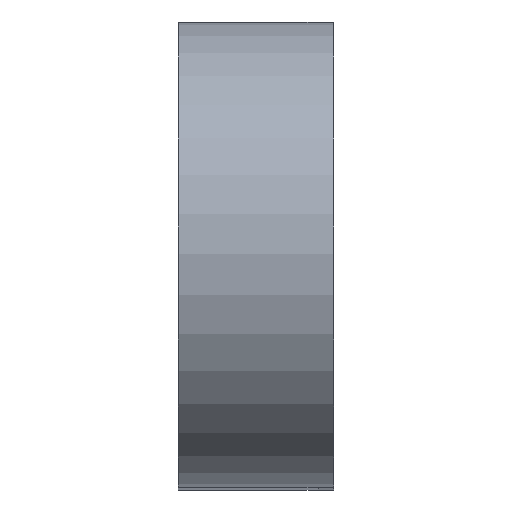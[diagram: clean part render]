
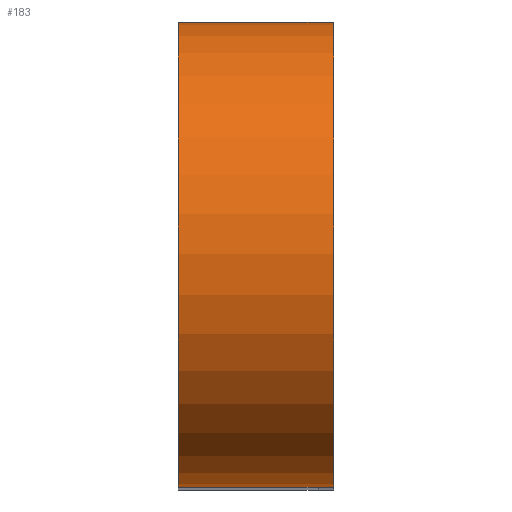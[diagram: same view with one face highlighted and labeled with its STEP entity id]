
A CAD part, top view. The second image highlights one B-rep face of the part: STEP entity #183.
In plain terms, the highlighted cylindrical face has radius 3 mm (diameter 6 mm), a full revolution.
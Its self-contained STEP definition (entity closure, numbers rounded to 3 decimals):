
#30=FACE_OUTER_BOUND('',#44,.T.);
#44=EDGE_LOOP('',(#140,#141,#142,#143,#144,#145,#146));
#54=LINE('',#317,#66);
#55=LINE('',#319,#67);
#56=LINE('',#322,#68);
#66=VECTOR('',#266,10.);
#67=VECTOR('',#269,3.);
#68=VECTOR('',#272,10.);
#76=CIRCLE('',#217,3.);
#79=CIRCLE('',#222,3.);
#80=CIRCLE('',#225,3.);
#86=VERTEX_POINT('',#298);
#90=VERTEX_POINT('',#307);
#91=VERTEX_POINT('',#309);
#93=VERTEX_POINT('',#315);
#94=VERTEX_POINT('',#320);
#102=EDGE_CURVE('',#86,#86,#76,.T.);
#106=EDGE_CURVE('',#90,#91,#79,.T.);
#110=EDGE_CURVE('',#90,#93,#54,.T.);
#111=EDGE_CURVE('',#86,#93,#55,.T.);
#112=EDGE_CURVE('',#94,#93,#80,.T.);
#113=EDGE_CURVE('',#91,#94,#56,.T.);
#140=ORIENTED_EDGE('',*,*,#102,.F.);
#141=ORIENTED_EDGE('',*,*,#111,.T.);
#142=ORIENTED_EDGE('',*,*,#112,.F.);
#143=ORIENTED_EDGE('',*,*,#113,.F.);
#144=ORIENTED_EDGE('',*,*,#106,.F.);
#145=ORIENTED_EDGE('',*,*,#110,.T.);
#146=ORIENTED_EDGE('',*,*,#111,.F.);
#164=CYLINDRICAL_SURFACE('',#224,3.);
#183=ADVANCED_FACE('',(#30),#164,.T.);
#217=AXIS2_PLACEMENT_3D('',#299,#248,#249);
#222=AXIS2_PLACEMENT_3D('',#310,#259,#260);
#224=AXIS2_PLACEMENT_3D('',#318,#267,#268);
#225=AXIS2_PLACEMENT_3D('',#321,#270,#271);
#248=DIRECTION('center_axis',(1.,0.,0.));
#249=DIRECTION('ref_axis',(0.,0.,-1.));
#259=DIRECTION('center_axis',(-1.,0.,0.));
#260=DIRECTION('ref_axis',(0.,1.,0.));
#266=DIRECTION('',(1.,0.,0.));
#267=DIRECTION('center_axis',(1.,0.,0.));
#268=DIRECTION('ref_axis',(0.,1.,0.));
#269=DIRECTION('',(-1.,0.,0.));
#270=DIRECTION('center_axis',(-1.,0.,0.));
#271=DIRECTION('ref_axis',(0.,0.,-1.));
#272=DIRECTION('',(1.,0.,0.));
#298=CARTESIAN_POINT('',(1.1,-3.,0.));
#299=CARTESIAN_POINT('Origin',(1.1,0.,0.));
#307=CARTESIAN_POINT('',(-0.9,-3.,0.));
#309=CARTESIAN_POINT('',(-0.9,3.,0.));
#310=CARTESIAN_POINT('Origin',(-0.9,0.,0.));
#315=CARTESIAN_POINT('',(0.9,-3.,0.));
#317=CARTESIAN_POINT('',(0.,-3.,0.));
#318=CARTESIAN_POINT('Origin',(0.,0.,0.));
#319=CARTESIAN_POINT('',(0.,-3.,0.));
#320=CARTESIAN_POINT('',(0.9,3.,0.));
#321=CARTESIAN_POINT('Origin',(0.9,0.,0.));
#322=CARTESIAN_POINT('',(0.,3.,0.));
